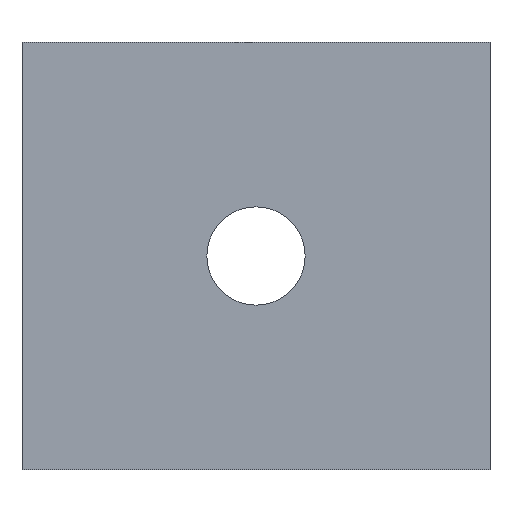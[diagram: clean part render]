
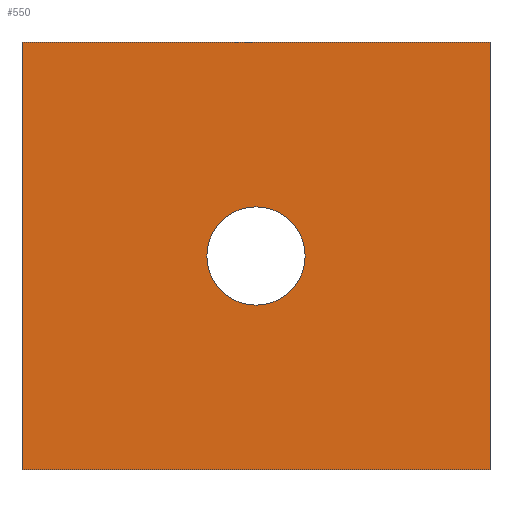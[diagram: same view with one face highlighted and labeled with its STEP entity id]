
A CAD part, left-side view. The second image highlights one B-rep face of the part: STEP entity #550.
In plain terms, the highlighted planar face has unit normal (-1, 0, 0).
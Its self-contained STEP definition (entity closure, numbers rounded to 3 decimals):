
#35=DIRECTION('',(0.,0.,-1.));
#36=VECTOR('',#35,36.5);
#37=CARTESIAN_POINT('',(-20.,20.,18.25));
#38=LINE('',#37,#36);
#39=DIRECTION('',(0.,1.,0.));
#40=VECTOR('',#39,40.);
#41=CARTESIAN_POINT('',(-20.,-20.,18.25));
#42=LINE('',#41,#40);
#43=CARTESIAN_POINT('',(-20.,0.,0.));
#44=DIRECTION('',(1.,0.,0.));
#45=DIRECTION('',(0.,-1.,0.));
#46=AXIS2_PLACEMENT_3D('',#43,#44,#45);
#48=CARTESIAN_POINT('',(-20.,0.,0.));
#49=DIRECTION('',(1.,0.,0.));
#50=DIRECTION('',(0.,0.,1.));
#51=AXIS2_PLACEMENT_3D('',#48,#49,#50);
#53=CARTESIAN_POINT('',(-20.,0.,0.));
#54=DIRECTION('',(1.,0.,0.));
#55=DIRECTION('',(0.,1.,0.));
#56=AXIS2_PLACEMENT_3D('',#53,#54,#55);
#58=DIRECTION('',(0.,0.,-1.));
#59=VECTOR('',#58,36.5);
#60=CARTESIAN_POINT('',(-20.,-20.,18.25));
#61=LINE('',#60,#59);
#80=DIRECTION('',(0.,1.,0.));
#81=VECTOR('',#80,40.);
#82=CARTESIAN_POINT('',(-20.,-20.,-18.25));
#83=LINE('',#82,#81);
#420=CARTESIAN_POINT('',(-20.,-20.,18.25));
#421=CARTESIAN_POINT('',(-20.,20.,18.25));
#422=VERTEX_POINT('',#420);
#423=VERTEX_POINT('',#421);
#427=CARTESIAN_POINT('',(-20.,20.,-18.25));
#428=VERTEX_POINT('',#427);
#440=CARTESIAN_POINT('',(-20.,4.2,0.));
#442=VERTEX_POINT('',#440);
#448=CARTESIAN_POINT('',(-20.,0.,4.2));
#449=VERTEX_POINT('',#448);
#450=CARTESIAN_POINT('',(-20.,-4.2,0.));
#451=VERTEX_POINT('',#450);
#462=CARTESIAN_POINT('',(-20.,-20.,-18.25));
#463=VERTEX_POINT('',#462);
#528=CARTESIAN_POINT('',(-20.,20.,-18.25));
#529=DIRECTION('',(-1.,0.,0.));
#530=DIRECTION('',(0.,-1.,0.));
#531=AXIS2_PLACEMENT_3D('',#528,#529,#530);
#532=PLANE('',#531);
#534=ORIENTED_EDGE('',*,*,#533,.T.);
#536=ORIENTED_EDGE('',*,*,#535,.T.);
#537=ORIENTED_EDGE('',*,*,#518,.F.);
#539=ORIENTED_EDGE('',*,*,#538,.F.);
#540=EDGE_LOOP('',(#534,#536,#537,#539));
#541=FACE_OUTER_BOUND('',#540,.F.);
#543=ORIENTED_EDGE('',*,*,#542,.F.);
#545=ORIENTED_EDGE('',*,*,#544,.F.);
#547=ORIENTED_EDGE('',*,*,#546,.F.);
#548=EDGE_LOOP('',(#543,#545,#547));
#549=FACE_BOUND('',#548,.F.);
#550=ADVANCED_FACE('',(#541,#549),#532,.T.);
#47=CIRCLE('',#46,4.2);
#52=CIRCLE('',#51,4.2);
#57=CIRCLE('',#56,4.2);
#518=EDGE_CURVE('',#423,#428,#38,.T.);
#533=EDGE_CURVE('',#422,#463,#61,.T.);
#535=EDGE_CURVE('',#463,#428,#83,.T.);
#538=EDGE_CURVE('',#422,#423,#42,.T.);
#542=EDGE_CURVE('',#451,#442,#47,.T.);
#544=EDGE_CURVE('',#449,#451,#52,.T.);
#546=EDGE_CURVE('',#442,#449,#57,.T.);
